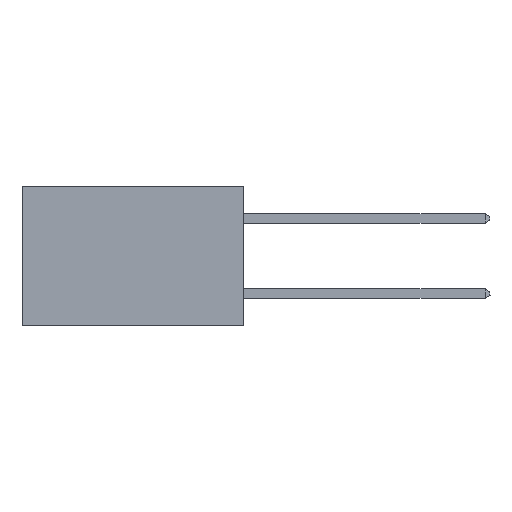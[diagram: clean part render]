
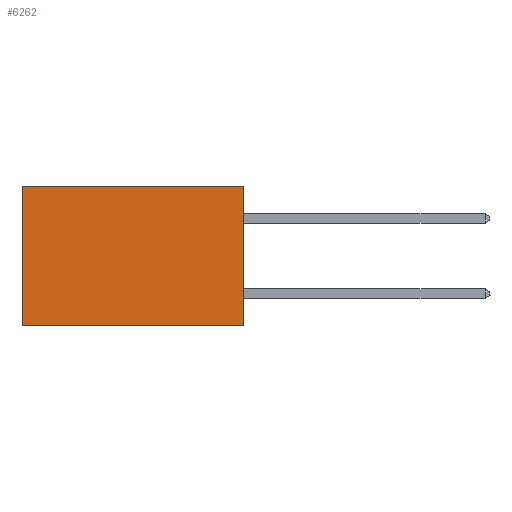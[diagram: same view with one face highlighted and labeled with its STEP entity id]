
A CAD part, left-side view. The second image highlights one B-rep face of the part: STEP entity #6262.
In plain terms, the highlighted planar face has unit normal (-1, 0, 0).
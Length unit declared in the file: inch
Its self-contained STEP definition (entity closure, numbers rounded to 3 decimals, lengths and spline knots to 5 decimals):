
#48 = ORIENTED_EDGE ( 'NONE', *, *, #29649, .F. ) ;
#1664 = EDGE_CURVE ( 'NONE', #13913, #7395, #17040, .T. ) ;
#2224 = DIRECTION ( 'NONE',  ( 1., 0., 0. ) ) ;
#2981 = LINE ( 'NONE', #6825, #14752 ) ;
#3825 = ORIENTED_EDGE ( 'NONE', *, *, #21034, .F. ) ;
#4168 = ORIENTED_EDGE ( 'NONE', *, *, #1664, .T. ) ;
#4915 = AXIS2_PLACEMENT_3D ( 'NONE', #16300, #2224, #18651 ) ;
#5901 = CARTESIAN_POINT ( 'NONE',  ( 0.277, 0.59, -0.37 ) ) ;
#5933 = ORIENTED_EDGE ( 'NONE', *, *, #24053, .T. ) ;
#6262 = ADVANCED_FACE ( 'NONE', ( #8387 ), #6888, .F. ) ;
#6825 = CARTESIAN_POINT ( 'NONE',  ( 0.277, 0., -0.37 ) ) ;
#6888 = PLANE ( 'NONE',  #4915 ) ;
#7207 = VERTEX_POINT ( 'NONE', #7771 ) ;
#7395 = VERTEX_POINT ( 'NONE', #5901 ) ;
#7771 = CARTESIAN_POINT ( 'NONE',  ( 0.277, 0., 0. ) ) ;
#7898 = LINE ( 'NONE', #10706, #25776 ) ;
#8387 = FACE_OUTER_BOUND ( 'NONE', #22089, .T. ) ;
#10410 = DIRECTION ( 'NONE',  ( 0., 0., -1. ) ) ;
#10706 = CARTESIAN_POINT ( 'NONE',  ( 0.277, 0., -0.37 ) ) ;
#11966 = DIRECTION ( 'NONE',  ( 0., 1., 0. ) ) ;
#12012 = VECTOR ( 'NONE', #11966, 39.37008 ) ;
#13078 = DIRECTION ( 'NONE',  ( 0., 0., -1. ) ) ;
#13913 = VERTEX_POINT ( 'NONE', #23703 ) ;
#14752 = VECTOR ( 'NONE', #16241, 39.37008 ) ;
#15015 = VERTEX_POINT ( 'NONE', #22163 ) ;
#16241 = DIRECTION ( 'NONE',  ( 0., 1., 0. ) ) ;
#16300 = CARTESIAN_POINT ( 'NONE',  ( 0.277, 0., -0.37 ) ) ;
#17040 = LINE ( 'NONE', #18554, #28635 ) ;
#18247 = LINE ( 'NONE', #21292, #12012 ) ;
#18554 = CARTESIAN_POINT ( 'NONE',  ( 0.277, 0.59, -0.37 ) ) ;
#18651 = DIRECTION ( 'NONE',  ( 0., 0., -1. ) ) ;
#21034 = EDGE_CURVE ( 'NONE', #15015, #7395, #2981, .T. ) ;
#21292 = CARTESIAN_POINT ( 'NONE',  ( 0.277, 0., 0. ) ) ;
#22089 = EDGE_LOOP ( 'NONE', ( #4168, #3825, #48, #5933 ) ) ;
#22163 = CARTESIAN_POINT ( 'NONE',  ( 0.277, 0., -0.37 ) ) ;
#23703 = CARTESIAN_POINT ( 'NONE',  ( 0.277, 0.59, 0. ) ) ;
#24053 = EDGE_CURVE ( 'NONE', #7207, #13913, #18247, .T. ) ;
#25776 = VECTOR ( 'NONE', #13078, 39.37008 ) ;
#28635 = VECTOR ( 'NONE', #10410, 39.37008 ) ;
#29649 = EDGE_CURVE ( 'NONE', #7207, #15015, #7898, .T. ) ;
